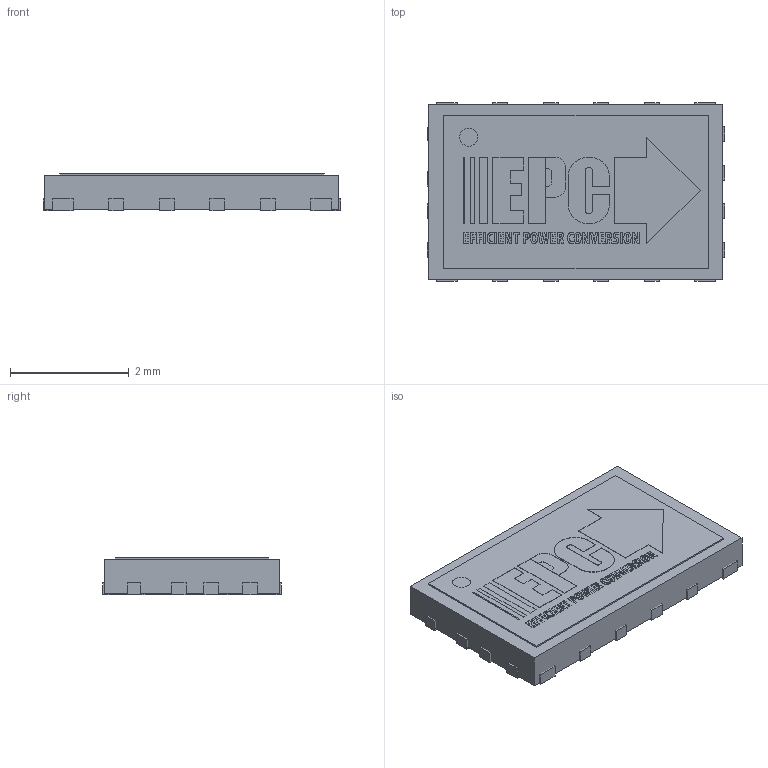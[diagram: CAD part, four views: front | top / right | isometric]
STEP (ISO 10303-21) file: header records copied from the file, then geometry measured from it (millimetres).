
FILE_DESCRIPTION(/* description */ (''),/* implementation_level */ '2;1');
FILE_NAME(/* name */ 'EPC2304.step',/* time_stamp */ '2023-06-15T10:03:28+08:00',/* author */ (''),/* organization */ (''),/* preprocessor_version */ 'ST-DEVELOPER v19.2',/* originating_system */ 'Autodesk Translation Framework v12.4.0.73',/* authorisation */ '');
FILE_SCHEMA (('AUTOMOTIVE_DESIGN { 1 0 10303 214 3 1 1 }'));
Length unit declared in the file: millimetre
Products named in the file (21): (未保存); Open CASCADE STEP translator 7.5 1.2; Body_RGB0; Extruded; 3D_EPClogo4mm; 3D_EPClogo4mm001; 5925261520; Extruded001; 5925261440; Extruded002; 5925261360; 5925261360001; 5925261360002; 5925261280; Extruded006; 5925261360003; Extruded003; Die_RGB11367680; Extruded008; 6068297504; Cylinder
Assembly tree (23 placements, depth 4):
  (未保存)
    Open CASCADE STEP translator 7.5 1.2
      Body_RGB0
        Extruded
      3D_EPClogo4mm
      3D_EPClogo4mm001
      5925261520
        Extruded001
      5925261440
        Extruded002
      5925261360
        Extruded003
      5925261360001
        Extruded003
      5925261360002
        Extruded003
      5925261280
        Extruded006
      5925261360003
        Extruded003
      Die_RGB11367680
        Extruded008
      6068297504
        Cylinder
Bounding box: 5 x 3 x 0.63 mm (x, y, z)
Surface area: 87.6 mm2
Topology: 42 solids, 42 shells, 642 faces, 1674 edges, 1116 vertices
Faces by surface type: plane 537, bspline 104, cylinder 1
Full cylindrical faces by diameter (mm): 0.3 x1
Entity records: 20017 total; most frequent: CARTESIAN_POINT 4678, ORIENTED_EDGE 3276, DIRECTION 2608, EDGE_CURVE 1638, LINE 1428, VECTOR 1428, VERTEX_POINT 1092, EDGE_LOOP 636
